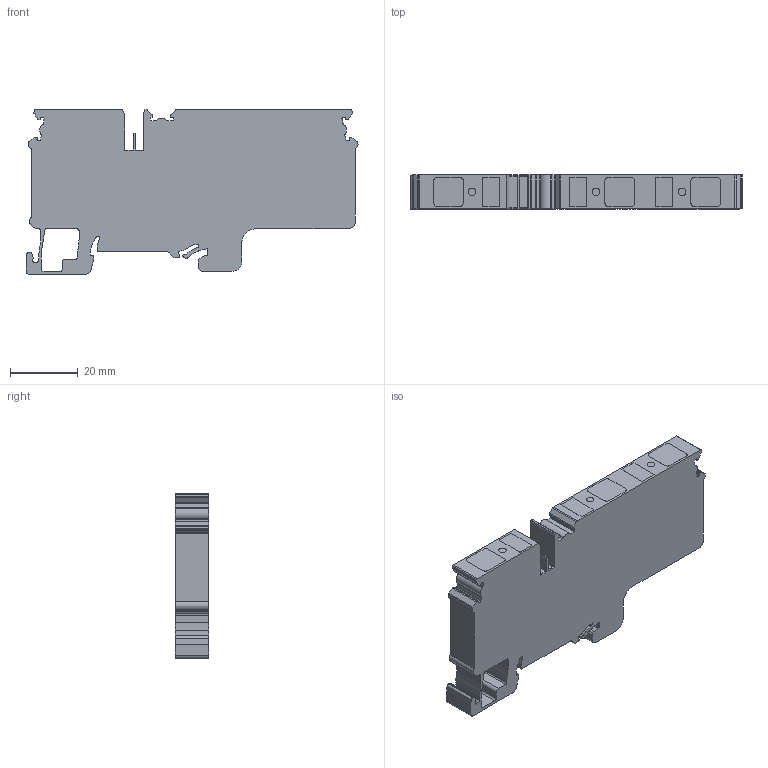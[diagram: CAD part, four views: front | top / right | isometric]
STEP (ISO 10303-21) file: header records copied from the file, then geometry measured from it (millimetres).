
FILE_DESCRIPTION(/* description */ (''),/* implementation_level */ '2;1');
FILE_NAME(/* name */ 'CXG10_3.stp',/* time_stamp */ '2016-06-21T08:46:52-04:00',/* author */ ('CAD Station'),/* organization */ (''),/* preprocessor_version */ 'ST-DEVELOPER v16.1',/* originating_system */ 'Autodesk Inventor 2016',/* authorisation */ '');
FILE_SCHEMA (('AUTOMOTIVE_DESIGN { 1 0 10303 214 3 1 1 }'));
Length unit declared in the file: metre
Products named in the file (1): CXG10_3
Bounding box: 97.65 x 10 x 48.5 mm (x, y, z)
Volume: 36906.7 mm3; surface area: 11716.9 mm2
Topology: 1 solids, 1 shells, 276 faces, 797 edges, 532 vertices
Faces by surface type: plane 151, cylinder 125
Full cylindrical faces by diameter (mm): 2.2 x3
Entity records: 9431 total; most frequent: CARTESIAN_POINT 1603, DIRECTION 1599, ORIENTED_EDGE 1588, EDGE_CURVE 794, LINE 543, VECTOR 543, VERTEX_POINT 532, AXIS2_PLACEMENT_3D 528
